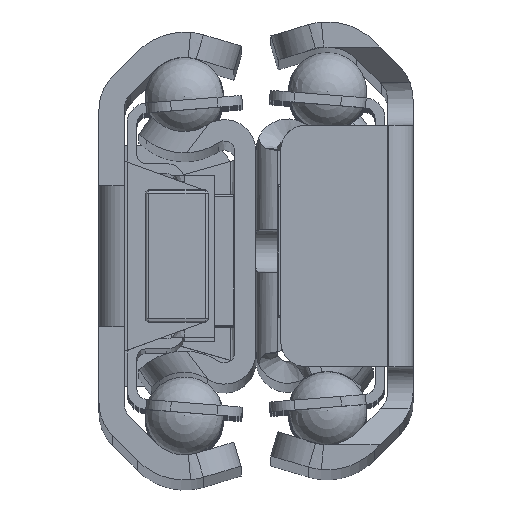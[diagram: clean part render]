
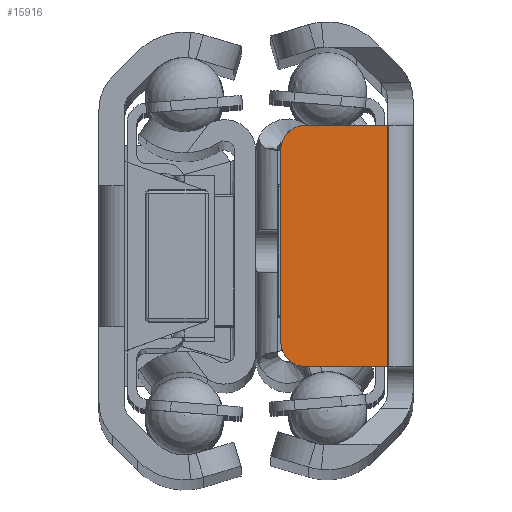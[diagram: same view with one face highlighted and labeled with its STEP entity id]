
A CAD part, top view. The second image highlights one B-rep face of the part: STEP entity #15916.
In plain terms, the highlighted planar face has unit normal (0, 0, 1).
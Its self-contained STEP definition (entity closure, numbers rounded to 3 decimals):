
#564=PLANE('',#16982);
#1004=FACE_OUTER_BOUND('',#1880,.T.);
#1880=EDGE_LOOP('',(#10843,#10844,#10845,#10846,#10847,#10848));
#2818=LINE('',#23631,#4413);
#2821=LINE('',#23656,#4416);
#2824=LINE('',#23662,#4419);
#2825=LINE('',#23666,#4420);
#4413=VECTOR('',#18749,10.);
#4416=VECTOR('',#18760,10.);
#4419=VECTOR('',#18765,10.);
#4420=VECTOR('',#18768,10.);
#5960=CIRCLE('',#16983,1.5);
#5961=CIRCLE('',#16984,1.5);
#6725=VERTEX_POINT('',#23628);
#6726=VERTEX_POINT('',#23630);
#6730=VERTEX_POINT('',#23655);
#6732=VERTEX_POINT('',#23661);
#6733=VERTEX_POINT('',#23663);
#6734=VERTEX_POINT('',#23665);
#8296=EDGE_CURVE('',#6725,#6726,#2818,.T.);
#8303=EDGE_CURVE('',#6730,#6726,#2821,.T.);
#8306=EDGE_CURVE('',#6725,#6732,#2824,.T.);
#8307=EDGE_CURVE('',#6733,#6732,#5960,.T.);
#8308=EDGE_CURVE('',#6733,#6734,#2825,.T.);
#8309=EDGE_CURVE('',#6730,#6734,#5961,.T.);
#10843=ORIENTED_EDGE('',*,*,#8296,.F.);
#10844=ORIENTED_EDGE('',*,*,#8306,.T.);
#10845=ORIENTED_EDGE('',*,*,#8307,.F.);
#10846=ORIENTED_EDGE('',*,*,#8308,.T.);
#10847=ORIENTED_EDGE('',*,*,#8309,.F.);
#10848=ORIENTED_EDGE('',*,*,#8303,.T.);
#15916=ADVANCED_FACE('',(#1004),#564,.T.);
#16982=AXIS2_PLACEMENT_3D('',#23660,#18763,#18764);
#16983=AXIS2_PLACEMENT_3D('',#23664,#18766,#18767);
#16984=AXIS2_PLACEMENT_3D('',#23667,#18769,#18770);
#18749=DIRECTION('',(-1.,0.,0.));
#18760=DIRECTION('',(0.,-1.,0.));
#18763=DIRECTION('center_axis',(0.,0.,1.));
#18764=DIRECTION('ref_axis',(1.,0.,0.));
#18765=DIRECTION('',(0.,1.,0.));
#18766=DIRECTION('center_axis',(0.,0.,-1.));
#18767=DIRECTION('ref_axis',(0.707,0.707,0.));
#18768=DIRECTION('',(-1.,0.,0.));
#18769=DIRECTION('center_axis',(0.,0.,-1.));
#18770=DIRECTION('ref_axis',(-0.707,0.707,0.));
#23628=CARTESIAN_POINT('',(7.3,-3.68,175.));
#23630=CARTESIAN_POINT('',(-7.3,-3.68,175.));
#23631=CARTESIAN_POINT('',(4.433,-3.68,175.));
#23655=CARTESIAN_POINT('',(-7.3,1.32,175.));
#23656=CARTESIAN_POINT('',(-7.3,-3.846,175.));
#23660=CARTESIAN_POINT('Origin',(0.,-2.512,
175.));
#23661=CARTESIAN_POINT('',(7.3,1.32,175.));
#23662=CARTESIAN_POINT('',(7.3,-3.846,175.));
#23663=CARTESIAN_POINT('',(5.8,2.82,175.));
#23664=CARTESIAN_POINT('Origin',(5.8,1.32,175.));
#23665=CARTESIAN_POINT('',(-5.8,2.82,175.));
#23666=CARTESIAN_POINT('',(7.3,2.82,175.));
#23667=CARTESIAN_POINT('Origin',(-5.8,1.32,175.));
